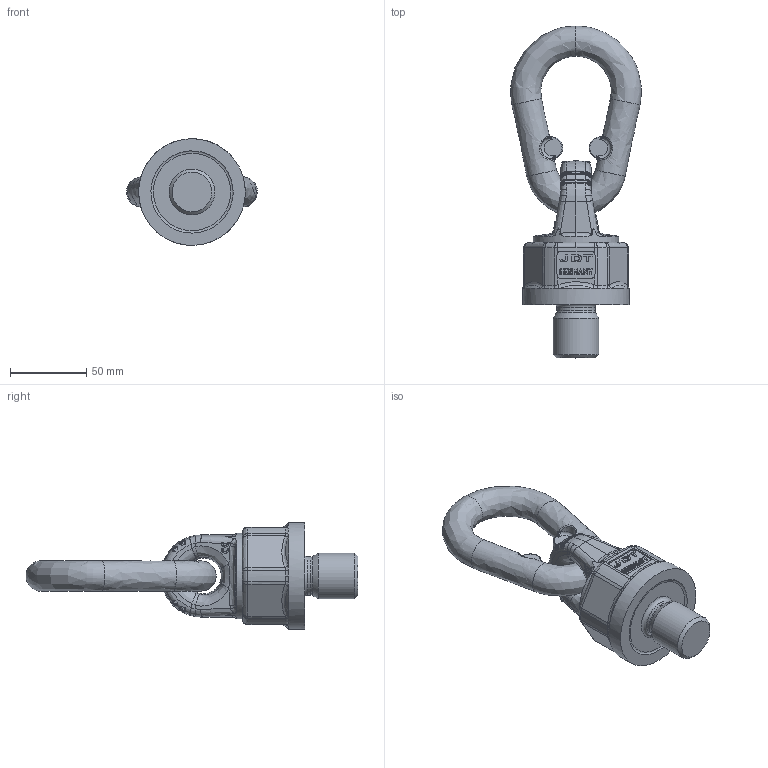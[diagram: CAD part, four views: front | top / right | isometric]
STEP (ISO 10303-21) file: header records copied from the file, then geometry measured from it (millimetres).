
FILE_DESCRIPTION((''),'2;1');
FILE_NAME('TP6_7_M30x35_senkrecht.stp','2012-07-13T13:29:50',('User'),('SDRC'),'I-DEAS Master Series 9','UNIX','Yes');
FILE_SCHEMA(('AUTOMOTIVE_DESIGN { 1 0 10303 214 1 1 1 1 }'));
Length unit declared in the file: millimetre
Products named in the file (1): TP6_7_M30x35_senkrecht
Bounding box: 85.97 x 217.99 x 70 mm (x, y, z)
Volume: 305251.5 mm3; surface area: 43948.8 mm2
Topology: 2 solids, 2 shells, 696 faces, 1742 edges, 1040 vertices
Faces by surface type: bspline 696
Entity records: 27987 total; most frequent: CARTESIAN_POINT 17110, ORIENTED_EDGE 3420, EDGE_CURVE 1710, VERTEX_POINT 1040, OVER_RIDING_STYLED_ITEM 1018, QUASI_UNIFORM_CURVE 747, EDGE_LOOP 722, FACE_OUTER_BOUND 696
